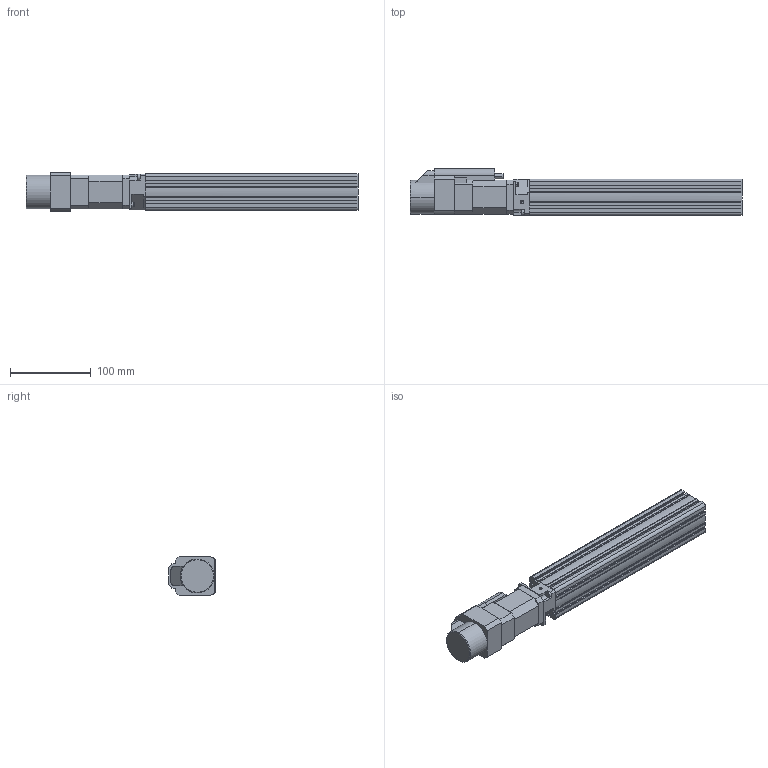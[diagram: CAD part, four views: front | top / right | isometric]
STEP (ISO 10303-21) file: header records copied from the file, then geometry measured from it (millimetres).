
FILE_DESCRIPTION (( 'STEP AP203' ), '1' );
FILE_NAME ('RSD212B-150_b_Default_sldprt.STEP', '2023-07-04T22:21:44', ( '' ), ( '' ), 'SwSTEP 2.0', 'SolidWorks 2020', '' );
FILE_SCHEMA (( 'CONFIG_CONTROL_DESIGN' ));
Length unit declared in the file: millimetre
Products named in the file (1): RSD212B-150_b_Default_sldprt
Bounding box: 410.5 x 58 x 48 mm (x, y, z)
Volume: 700028.6 mm3; surface area: 120565.5 mm2
Topology: 1 solids, 1 shells, 323 faces, 862 edges, 541 vertices
Faces by surface type: plane 218, cylinder 67, cone 36, torus 2
Entity records: 9886 total; most frequent: CARTESIAN_POINT 1722, ORIENTED_EDGE 1696, DIRECTION 1664, EDGE_CURVE 848, LINE 674, VECTOR 674, VERTEX_POINT 541, AXIS2_PLACEMENT_3D 495
